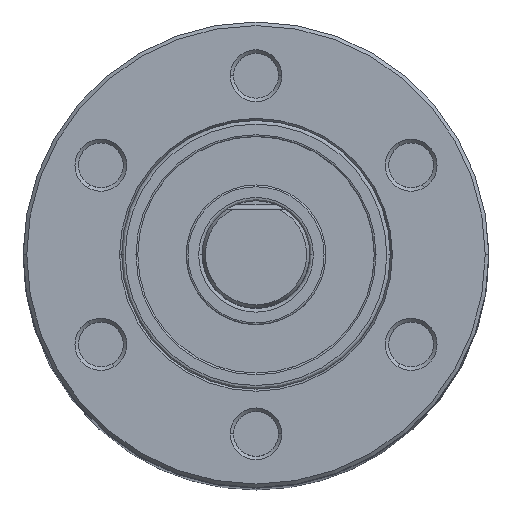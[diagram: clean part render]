
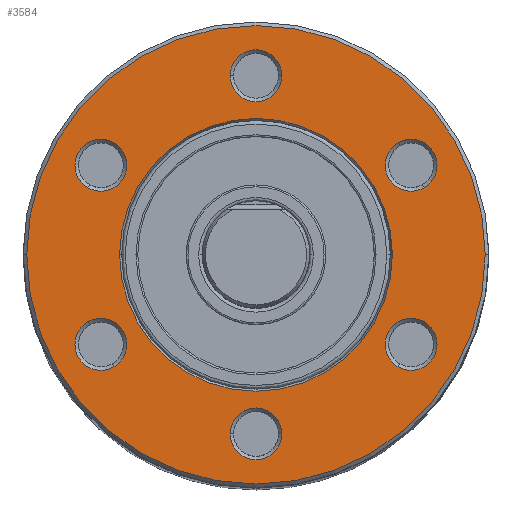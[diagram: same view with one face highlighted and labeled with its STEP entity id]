
A CAD part, top view. The second image highlights one B-rep face of the part: STEP entity #3584.
In plain terms, the highlighted planar face has unit normal (0, 0, 1).
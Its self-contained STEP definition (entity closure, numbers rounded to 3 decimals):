
#672=CARTESIAN_POINT('',(0.,0.,30.65));
#673=DIRECTION('',(0.,0.,1.));
#674=DIRECTION('',(1.,0.,0.));
#675=AXIS2_PLACEMENT_3D('',#672,#673,#674);
#677=CARTESIAN_POINT('',(0.,0.,30.65));
#678=DIRECTION('',(0.,0.,1.));
#679=DIRECTION('',(-1.,0.,0.));
#680=AXIS2_PLACEMENT_3D('',#677,#678,#679);
#682=CARTESIAN_POINT('',(0.,0.,30.65));
#683=DIRECTION('',(0.,0.,1.));
#684=DIRECTION('',(1.,0.,0.));
#685=AXIS2_PLACEMENT_3D('',#682,#683,#684);
#687=CARTESIAN_POINT('',(0.,0.,30.65));
#688=DIRECTION('',(0.,0.,1.));
#689=DIRECTION('',(-1.,0.,0.));
#690=AXIS2_PLACEMENT_3D('',#687,#688,#689);
#692=CARTESIAN_POINT('',(0.,-10.,30.65));
#693=DIRECTION('',(0.,0.,-1.));
#694=DIRECTION('',(-1.,0.,0.));
#695=AXIS2_PLACEMENT_3D('',#692,#693,#694);
#697=CARTESIAN_POINT('',(0.,-10.,30.65));
#698=DIRECTION('',(0.,0.,-1.));
#699=DIRECTION('',(1.,0.,0.));
#700=AXIS2_PLACEMENT_3D('',#697,#698,#699);
#702=CARTESIAN_POINT('',(-8.66,-5.,30.65));
#703=DIRECTION('',(0.,0.,-1.));
#704=DIRECTION('',(-0.5,0.866,0.));
#705=AXIS2_PLACEMENT_3D('',#702,#703,#704);
#707=CARTESIAN_POINT('',(-8.66,-5.,30.65));
#708=DIRECTION('',(0.,0.,-1.));
#709=DIRECTION('',(0.5,-0.866,0.));
#710=AXIS2_PLACEMENT_3D('',#707,#708,#709);
#712=CARTESIAN_POINT('',(-8.66,5.,30.65));
#713=DIRECTION('',(0.,0.,-1.));
#714=DIRECTION('',(-0.5,-0.866,0.));
#715=AXIS2_PLACEMENT_3D('',#712,#713,#714);
#717=CARTESIAN_POINT('',(-8.66,5.,30.65));
#718=DIRECTION('',(0.,0.,-1.));
#719=DIRECTION('',(0.5,0.866,0.));
#720=AXIS2_PLACEMENT_3D('',#717,#718,#719);
#722=CARTESIAN_POINT('',(0.,10.,30.65));
#723=DIRECTION('',(0.,0.,-1.));
#724=DIRECTION('',(-1.,0.,0.));
#725=AXIS2_PLACEMENT_3D('',#722,#723,#724);
#727=CARTESIAN_POINT('',(0.,10.,30.65));
#728=DIRECTION('',(0.,0.,-1.));
#729=DIRECTION('',(1.,0.,0.));
#730=AXIS2_PLACEMENT_3D('',#727,#728,#729);
#732=CARTESIAN_POINT('',(8.66,5.,30.65));
#733=DIRECTION('',(0.,0.,-1.));
#734=DIRECTION('',(-0.5,0.866,0.));
#735=AXIS2_PLACEMENT_3D('',#732,#733,#734);
#737=CARTESIAN_POINT('',(8.66,5.,30.65));
#738=DIRECTION('',(0.,0.,-1.));
#739=DIRECTION('',(0.5,-0.866,0.));
#740=AXIS2_PLACEMENT_3D('',#737,#738,#739);
#742=CARTESIAN_POINT('',(8.66,-5.,30.65));
#743=DIRECTION('',(0.,0.,-1.));
#744=DIRECTION('',(-0.5,-0.866,0.));
#745=AXIS2_PLACEMENT_3D('',#742,#743,#744);
#747=CARTESIAN_POINT('',(8.66,-5.,30.65));
#748=DIRECTION('',(0.,0.,-1.));
#749=DIRECTION('',(0.5,0.866,0.));
#750=AXIS2_PLACEMENT_3D('',#747,#748,#749);
#2271=CARTESIAN_POINT('',(12.8,0.,30.65));
#2272=CARTESIAN_POINT('',(-12.8,0.,30.65));
#2273=VERTEX_POINT('',#2271);
#2274=VERTEX_POINT('',#2272);
#2283=CARTESIAN_POINT('',(7.615,0.,30.65));
#2284=CARTESIAN_POINT('',(-7.615,0.,30.65));
#2285=VERTEX_POINT('',#2283);
#2286=VERTEX_POINT('',#2284);
#2287=CARTESIAN_POINT('',(-1.45,-10.,30.65));
#2288=CARTESIAN_POINT('',(1.45,-10.,30.65));
#2289=VERTEX_POINT('',#2287);
#2290=VERTEX_POINT('',#2288);
#2295=CARTESIAN_POINT('',(-9.385,-3.744,30.65));
#2296=CARTESIAN_POINT('',(-7.935,-6.256,30.65));
#2297=VERTEX_POINT('',#2295);
#2298=VERTEX_POINT('',#2296);
#2303=CARTESIAN_POINT('',(-9.385,3.744,30.65));
#2304=CARTESIAN_POINT('',(-7.935,6.256,30.65));
#2305=VERTEX_POINT('',#2303);
#2306=VERTEX_POINT('',#2304);
#2311=CARTESIAN_POINT('',(-1.45,10.,30.65));
#2312=CARTESIAN_POINT('',(1.45,10.,30.65));
#2313=VERTEX_POINT('',#2311);
#2314=VERTEX_POINT('',#2312);
#2319=CARTESIAN_POINT('',(7.935,6.256,30.65));
#2320=CARTESIAN_POINT('',(9.385,3.744,30.65));
#2321=VERTEX_POINT('',#2319);
#2322=VERTEX_POINT('',#2320);
#2327=CARTESIAN_POINT('',(7.935,-6.256,30.65));
#2328=CARTESIAN_POINT('',(9.385,-3.744,30.65));
#2329=VERTEX_POINT('',#2327);
#2330=VERTEX_POINT('',#2328);
#3532=CARTESIAN_POINT('',(0.,0.,30.65));
#3533=DIRECTION('',(0.,0.,1.));
#3534=DIRECTION('',(-1.,0.,0.));
#3535=AXIS2_PLACEMENT_3D('',#3532,#3533,#3534);
#3536=PLANE('',#3535);
#3537=ORIENTED_EDGE('',*,*,#3522,.F.);
#3539=ORIENTED_EDGE('',*,*,#3538,.F.);
#3540=EDGE_LOOP('',(#3537,#3539));
#3541=FACE_OUTER_BOUND('',#3540,.F.);
#3543=ORIENTED_EDGE('',*,*,#3542,.T.);
#3545=ORIENTED_EDGE('',*,*,#3544,.T.);
#3546=EDGE_LOOP('',(#3543,#3545));
#3547=FACE_BOUND('',#3546,.F.);
#3549=ORIENTED_EDGE('',*,*,#3548,.F.);
#3551=ORIENTED_EDGE('',*,*,#3550,.F.);
#3552=EDGE_LOOP('',(#3549,#3551));
#3553=FACE_BOUND('',#3552,.F.);
#3555=ORIENTED_EDGE('',*,*,#3554,.F.);
#3557=ORIENTED_EDGE('',*,*,#3556,.F.);
#3558=EDGE_LOOP('',(#3555,#3557));
#3559=FACE_BOUND('',#3558,.F.);
#3561=ORIENTED_EDGE('',*,*,#3560,.F.);
#3563=ORIENTED_EDGE('',*,*,#3562,.F.);
#3564=EDGE_LOOP('',(#3561,#3563));
#3565=FACE_BOUND('',#3564,.F.);
#3567=ORIENTED_EDGE('',*,*,#3566,.F.);
#3569=ORIENTED_EDGE('',*,*,#3568,.F.);
#3570=EDGE_LOOP('',(#3567,#3569));
#3571=FACE_BOUND('',#3570,.F.);
#3573=ORIENTED_EDGE('',*,*,#3572,.F.);
#3575=ORIENTED_EDGE('',*,*,#3574,.F.);
#3576=EDGE_LOOP('',(#3573,#3575));
#3577=FACE_BOUND('',#3576,.F.);
#3579=ORIENTED_EDGE('',*,*,#3578,.F.);
#3581=ORIENTED_EDGE('',*,*,#3580,.F.);
#3582=EDGE_LOOP('',(#3579,#3581));
#3583=FACE_BOUND('',#3582,.F.);
#3584=ADVANCED_FACE('',(#3541,#3547,#3553,#3559,#3565,#3571,#3577,#3583),#3536,
.T.);
#676=CIRCLE('',#675,12.8);
#681=CIRCLE('',#680,12.8);
#686=CIRCLE('',#685,7.615);
#691=CIRCLE('',#690,7.615);
#696=CIRCLE('',#695,1.45);
#701=CIRCLE('',#700,1.45);
#706=CIRCLE('',#705,1.45);
#711=CIRCLE('',#710,1.45);
#716=CIRCLE('',#715,1.45);
#721=CIRCLE('',#720,1.45);
#726=CIRCLE('',#725,1.45);
#731=CIRCLE('',#730,1.45);
#736=CIRCLE('',#735,1.45);
#741=CIRCLE('',#740,1.45);
#746=CIRCLE('',#745,1.45);
#751=CIRCLE('',#750,1.45);
#3522=EDGE_CURVE('',#2273,#2274,#676,.T.);
#3538=EDGE_CURVE('',#2274,#2273,#681,.T.);
#3542=EDGE_CURVE('',#2285,#2286,#686,.T.);
#3544=EDGE_CURVE('',#2286,#2285,#691,.T.);
#3548=EDGE_CURVE('',#2289,#2290,#696,.T.);
#3550=EDGE_CURVE('',#2290,#2289,#701,.T.);
#3554=EDGE_CURVE('',#2297,#2298,#706,.T.);
#3556=EDGE_CURVE('',#2298,#2297,#711,.T.);
#3560=EDGE_CURVE('',#2305,#2306,#716,.T.);
#3562=EDGE_CURVE('',#2306,#2305,#721,.T.);
#3566=EDGE_CURVE('',#2313,#2314,#726,.T.);
#3568=EDGE_CURVE('',#2314,#2313,#731,.T.);
#3572=EDGE_CURVE('',#2321,#2322,#736,.T.);
#3574=EDGE_CURVE('',#2322,#2321,#741,.T.);
#3578=EDGE_CURVE('',#2329,#2330,#746,.T.);
#3580=EDGE_CURVE('',#2330,#2329,#751,.T.);
